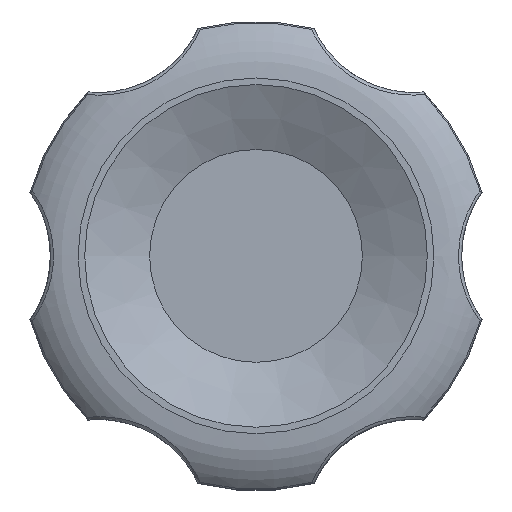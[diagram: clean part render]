
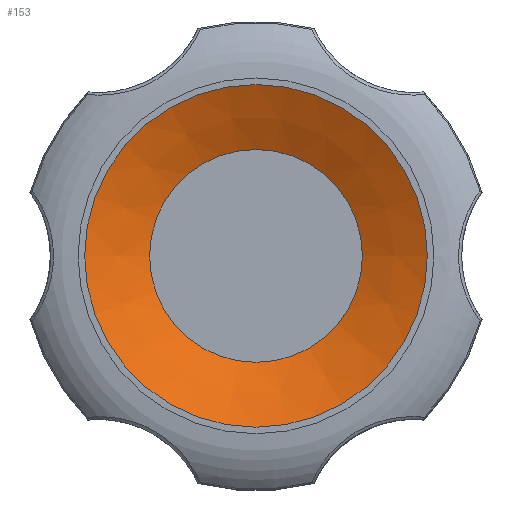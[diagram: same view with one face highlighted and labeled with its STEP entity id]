
A CAD part, top view. The second image highlights one B-rep face of the part: STEP entity #153.
In plain terms, the highlighted conical face has half-angle 64.269 degrees and reference radius 10.95 mm.
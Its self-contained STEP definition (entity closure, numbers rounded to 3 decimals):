
#153 = ADVANCED_FACE( '', ( #326, #327 ), #328, .F. );
#326 = FACE_BOUND( '', #2112, .T. );
#327 = FACE_OUTER_BOUND( '', #2113, .T. );
#328 = CONICAL_SURFACE( '', #2114, 10.95, 1.122 );
#2112 = EDGE_LOOP( '', ( #3584 ) );
#2113 = EDGE_LOOP( '', ( #3585 ) );
#2114 = AXIS2_PLACEMENT_3D( '', #3586, #3587, #3588 );
#3584 = ORIENTED_EDGE( '', *, *, #3789, .F. );
#3585 = ORIENTED_EDGE( '', *, *, #3803, .T. );
#3586 = CARTESIAN_POINT( '', ( 0., 0., 24. ) );
#3587 = DIRECTION( '', ( 0., 0., 1. ) );
#3588 = DIRECTION( '', ( 1., 0., 0. ) );
#3789 = EDGE_CURVE( '', #4013, #4013, #4014, .T. );
#3803 = EDGE_CURVE( '', #4037, #4037, #4038, .T. );
#4013 = VERTEX_POINT( '', #5018 );
#4014 = CIRCLE( '', #5019, 6.8 );
#4037 = VERTEX_POINT( '', #5186 );
#4038 = CIRCLE( '', #5187, 10.95 );
#5018 = CARTESIAN_POINT( '', ( 6.8, 0., 22. ) );
#5019 = AXIS2_PLACEMENT_3D( '', #6524, #6525, #6526 );
#5186 = CARTESIAN_POINT( '', ( 10.95, 0., 24. ) );
#5187 = AXIS2_PLACEMENT_3D( '', #6534, #6535, #6536 );
#6524 = CARTESIAN_POINT( '', ( 0., 0., 22. ) );
#6525 = DIRECTION( '', ( 0., 0., 1. ) );
#6526 = DIRECTION( '', ( 1., 0., 0. ) );
#6534 = CARTESIAN_POINT( '', ( 0., 0., 24. ) );
#6535 = DIRECTION( '', ( 0., 0., 1. ) );
#6536 = DIRECTION( '', ( 1., 0., 0. ) );
